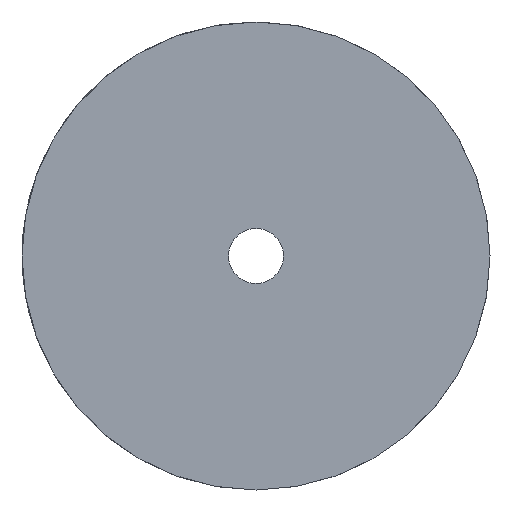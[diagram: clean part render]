
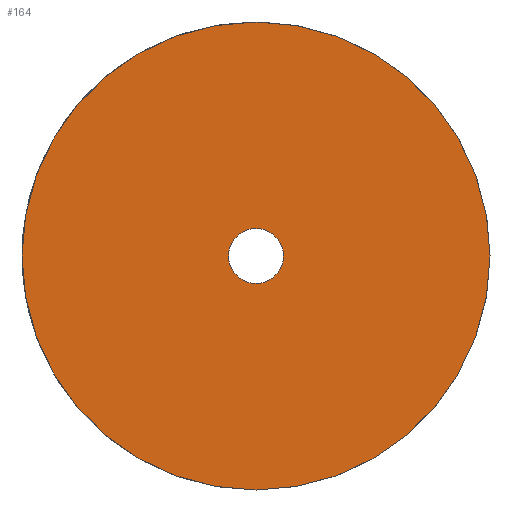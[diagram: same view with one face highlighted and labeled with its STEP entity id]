
A CAD part, left-side view. The second image highlights one B-rep face of the part: STEP entity #164.
In plain terms, the highlighted planar face has unit normal (-1, 0, 0).
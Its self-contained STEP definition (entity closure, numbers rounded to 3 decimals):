
#164 = ADVANCED_FACE( '', ( #446, #447 ), #448, .F. );
#446 = FACE_OUTER_BOUND( '', #853, .T. );
#447 = FACE_BOUND( '', #854, .T. );
#448 = PLANE( '', #855 );
#853 = EDGE_LOOP( '', ( #1275 ) );
#854 = EDGE_LOOP( '', ( #1276 ) );
#855 = AXIS2_PLACEMENT_3D( '', #1277, #1278, #1279 );
#1275 = ORIENTED_EDGE( '', *, *, #2278, .F. );
#1276 = ORIENTED_EDGE( '', *, *, #2279, .T. );
#1277 = CARTESIAN_POINT( '', ( 0., 0., 0. ) );
#1278 = DIRECTION( '', ( 1., 0., 0. ) );
#1279 = DIRECTION( '', ( 0., 0., -1. ) );
#2278 = EDGE_CURVE( '', #2673, #2673, #2674, .T. );
#2279 = EDGE_CURVE( '', #2675, #2675, #2676, .T. );
#2673 = VERTEX_POINT( '', #3187 );
#2674 = CIRCLE( '', #3188, 25.5 );
#2675 = VERTEX_POINT( '', #3189 );
#2676 = CIRCLE( '', #3190, 3. );
#3187 = CARTESIAN_POINT( '', ( 0., 0., -25.5 ) );
#3188 = AXIS2_PLACEMENT_3D( '', #3747, #3748, #3749 );
#3189 = CARTESIAN_POINT( '', ( 0., 0., -3. ) );
#3190 = AXIS2_PLACEMENT_3D( '', #3750, #3751, #3752 );
#3747 = CARTESIAN_POINT( '', ( 0., 0., 0. ) );
#3748 = DIRECTION( '', ( 1., 0., 0. ) );
#3749 = DIRECTION( '', ( 0., 0., -1. ) );
#3750 = CARTESIAN_POINT( '', ( 0., 0., 0. ) );
#3751 = DIRECTION( '', ( 1., 0., 0. ) );
#3752 = DIRECTION( '', ( 0., 0., -1. ) );
